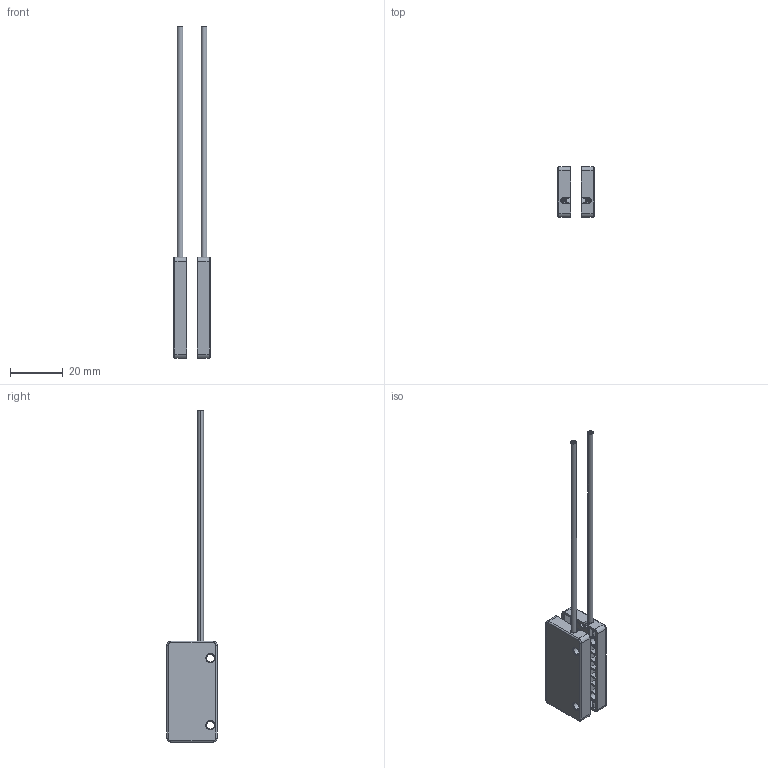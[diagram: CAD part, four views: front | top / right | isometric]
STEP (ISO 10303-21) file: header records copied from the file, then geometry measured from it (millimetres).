
FILE_DESCRIPTION((''),'2;1');
FILE_NAME('193335_ASM','2016-02-17T',('pdmadmin'),(''),'PRO/ENGINEER BY PARAMETRIC TECHNOLOGY CORPORATION, 2013230','PRO/ENGINEER BY PARAMETRIC TECHNOLOGY CORPORATION, 2013230','');
FILE_SCHEMA(('CONFIG_CONTROL_DESIGN'));
Products named in the file (6): 58157_AF0; 58160_AF0; 10143; FIBER_CORE_010_0-25; 30904_ASM; 193335_ASM
Assembly tree (37 placements, depth 3):
  193335_ASM
    30904_ASM
      58157_AF0
      58160_AF0
      10143  x2
      FIBER_CORE_010_0-25  x32
Bounding box: 14 x 19.05 x 125.76 mm (x, y, z)
Volume: 3437.4 mm3; surface area: 10058.9 mm2
Topology: 50 solids, 50 shells, 1039 faces, 2575 edges, 1688 vertices
Faces by surface type: plane 701, cylinder 292, torus 26, cone 16, sphere 2, bspline 2
Entity records: 26506 total; most frequent: CARTESIAN_POINT 4848, ORIENTED_EDGE 4442, DIRECTION 4401, EDGE_CURVE 2221, VECTOR 1735, LINE 1735, VERTEX_POINT 1452, AXIS2_PLACEMENT_3D 1333
